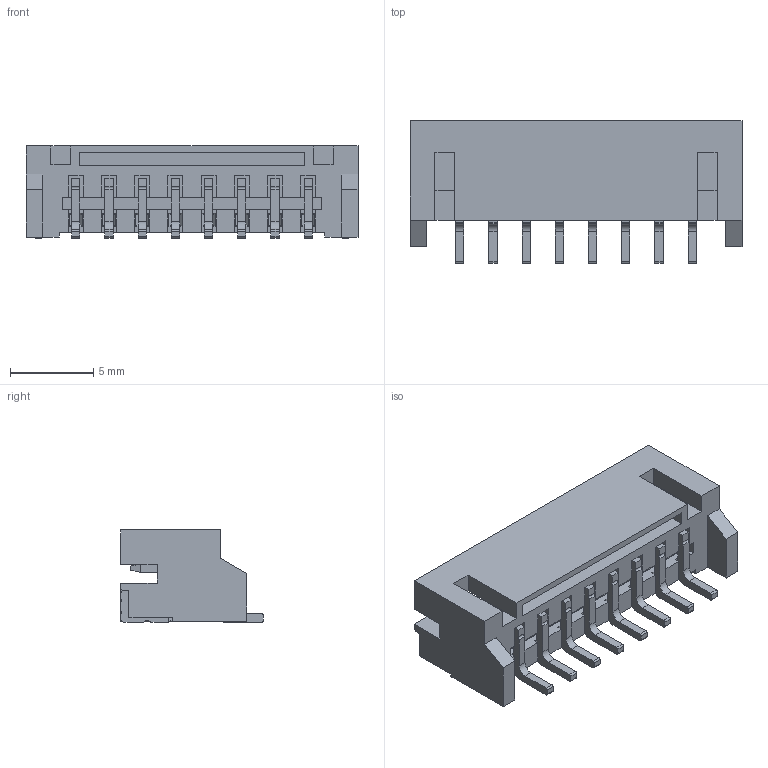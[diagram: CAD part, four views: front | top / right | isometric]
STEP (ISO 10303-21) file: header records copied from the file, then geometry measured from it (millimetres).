
FILE_DESCRIPTION (( 'STEP AP203' ), '1' );
FILE_NAME ('CI0108MxHR0-隱藏.STEP', '2017-12-27T04:14:58', ( 'USER' ), ( '' ), 'SwSTEP 2.0', 'SolidWorks 2017', '' );
FILE_SCHEMA (( 'CONFIG_CONTROL_DESIGN' ));
Length unit declared in the file: millimetre
Products named in the file (1): CI0108MxHR0-隱藏
Bounding box: 20 x 8.6 x 5.55 mm (x, y, z)
Volume: 298 mm3; surface area: 1019.7 mm2
Topology: 3 solids, 11 shells, 542 faces, 1541 edges, 978 vertices
Faces by surface type: plane 452, cylinder 90
Entity records: 17382 total; most frequent: ORIENTED_EDGE 3082, CARTESIAN_POINT 3062, DIRECTION 2807, EDGE_CURVE 1541, LINE 1361, VECTOR 1361, VERTEX_POINT 978, AXIS2_PLACEMENT_3D 723
